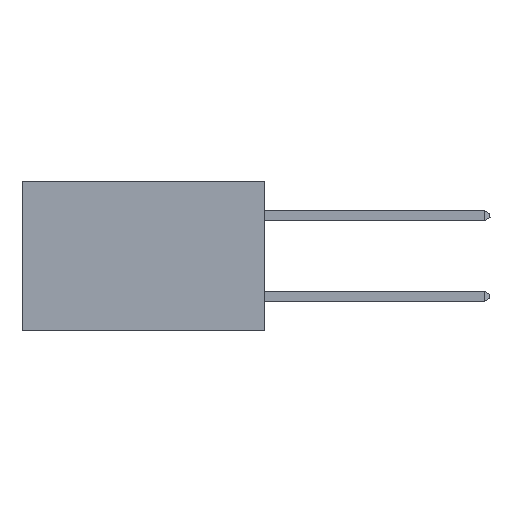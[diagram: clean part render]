
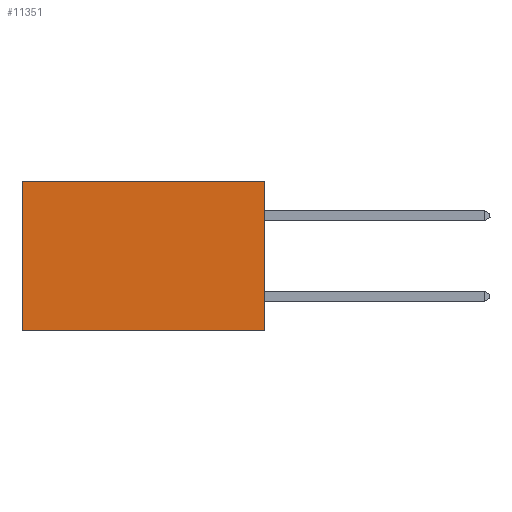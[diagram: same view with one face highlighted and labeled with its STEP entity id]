
A CAD part, left-side view. The second image highlights one B-rep face of the part: STEP entity #11351.
In plain terms, the highlighted planar face has unit normal (-1, 0, 0).
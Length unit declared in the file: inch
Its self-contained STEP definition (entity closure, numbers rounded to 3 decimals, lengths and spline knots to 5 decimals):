
#375 = PLANE ( 'NONE',  #7834 ) ;
#804 = ORIENTED_EDGE ( 'NONE', *, *, #11925, .T. ) ;
#813 = VERTEX_POINT ( 'NONE', #3380 ) ;
#827 = CARTESIAN_POINT ( 'NONE',  ( 0.298, 0., 0. ) ) ;
#979 = VERTEX_POINT ( 'NONE', #10231 ) ;
#1707 = LINE ( 'NONE', #3642, #11380 ) ;
#2447 = EDGE_CURVE ( 'NONE', #979, #6239, #1707, .T. ) ;
#3194 = DIRECTION ( 'NONE',  ( 0., 0., -1. ) ) ;
#3380 = CARTESIAN_POINT ( 'NONE',  ( 0.298, 0., 0. ) ) ;
#3642 = CARTESIAN_POINT ( 'NONE',  ( 0.298, 0., -0.37 ) ) ;
#4085 = VECTOR ( 'NONE', #12201, 39.37008 ) ;
#4819 = CARTESIAN_POINT ( 'NONE',  ( 0.298, 0., 0. ) ) ;
#5360 = CARTESIAN_POINT ( 'NONE',  ( 0.298, 0.6, 0. ) ) ;
#5479 = ORIENTED_EDGE ( 'NONE', *, *, #7767, .T. ) ;
#5517 = CARTESIAN_POINT ( 'NONE',  ( 0.298, 0.6, -0.37 ) ) ;
#5895 = LINE ( 'NONE', #12999, #4085 ) ;
#5992 = LINE ( 'NONE', #9451, #7931 ) ;
#6239 = VERTEX_POINT ( 'NONE', #5517 ) ;
#6277 = DIRECTION ( 'NONE',  ( 0., 0., -1. ) ) ;
#6842 = ORIENTED_EDGE ( 'NONE', *, *, #2447, .F. ) ;
#7024 = EDGE_LOOP ( 'NONE', ( #5479, #6842, #11310, #804 ) ) ;
#7117 = DIRECTION ( 'NONE',  ( 0., 0., -1. ) ) ;
#7323 = EDGE_CURVE ( 'NONE', #813, #979, #7800, .T. ) ;
#7767 = EDGE_CURVE ( 'NONE', #12905, #6239, #5992, .T. ) ;
#7800 = LINE ( 'NONE', #827, #9592 ) ;
#7834 = AXIS2_PLACEMENT_3D ( 'NONE', #4819, #9054, #7117 ) ;
#7931 = VECTOR ( 'NONE', #3194, 39.37008 ) ;
#8745 = DIRECTION ( 'NONE',  ( 0., 1., 0. ) ) ;
#9054 = DIRECTION ( 'NONE',  ( 1., 0., 0. ) ) ;
#9451 = CARTESIAN_POINT ( 'NONE',  ( 0.298, 0.6, 0. ) ) ;
#9592 = VECTOR ( 'NONE', #6277, 39.37008 ) ;
#10231 = CARTESIAN_POINT ( 'NONE',  ( 0.298, 0., -0.37 ) ) ;
#11310 = ORIENTED_EDGE ( 'NONE', *, *, #7323, .F. ) ;
#11351 = ADVANCED_FACE ( 'NONE', ( #12432 ), #375, .F. ) ;
#11380 = VECTOR ( 'NONE', #8745, 39.37008 ) ;
#11925 = EDGE_CURVE ( 'NONE', #813, #12905, #5895, .T. ) ;
#12201 = DIRECTION ( 'NONE',  ( 0., 1., 0. ) ) ;
#12432 = FACE_OUTER_BOUND ( 'NONE', #7024, .T. ) ;
#12905 = VERTEX_POINT ( 'NONE', #5360 ) ;
#12999 = CARTESIAN_POINT ( 'NONE',  ( 0.298, 0., 0. ) ) ;
